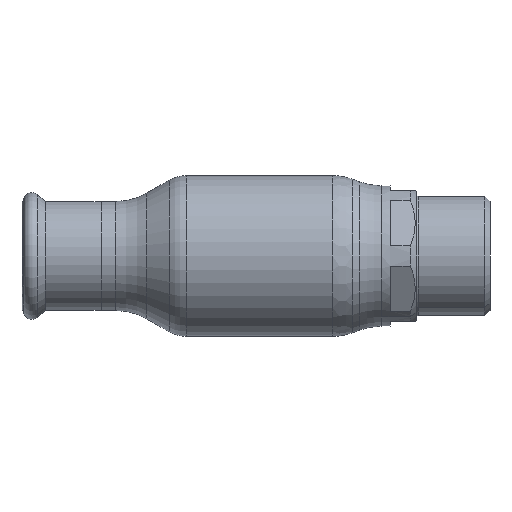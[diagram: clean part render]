
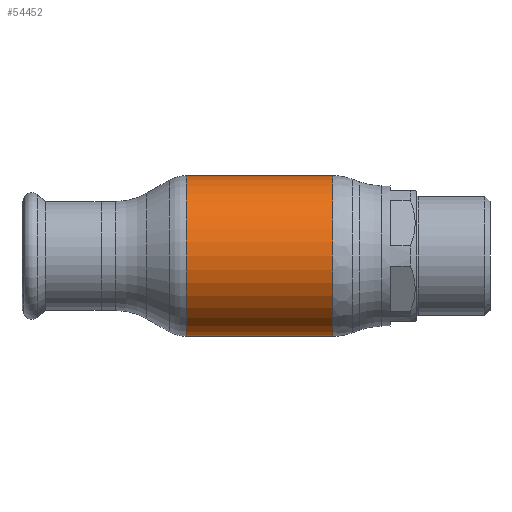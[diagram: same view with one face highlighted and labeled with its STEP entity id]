
A CAD part, front view. The second image highlights one B-rep face of the part: STEP entity #54452.
In plain terms, the highlighted cylindrical face has radius 28.25 mm (diameter 56.5 mm), a partial arc.
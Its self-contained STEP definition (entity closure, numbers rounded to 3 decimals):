
#369 = AXIS2_PLACEMENT_3D ( 'NONE', #28049, #10659, #1875 ) ;
#1875 = DIRECTION ( 'NONE',  ( 0., 0., 1. ) ) ;
#6534 = DIRECTION ( 'NONE',  ( 0., 0., 1. ) ) ;
#9794 = EDGE_CURVE ( 'NONE', #32024, #12289, #55185, .T. ) ;
#10194 = DIRECTION ( 'NONE',  ( -1., 0., 0. ) ) ;
#10231 = DIRECTION ( 'NONE',  ( -1., 0., 0. ) ) ;
#10659 = DIRECTION ( 'NONE',  ( -1., 0., 0. ) ) ;
#12289 = VERTEX_POINT ( 'NONE', #50537 ) ;
#14161 = VERTEX_POINT ( 'NONE', #21329 ) ;
#14973 = ORIENTED_EDGE ( 'NONE', *, *, #9794, .T. ) ;
#17440 = EDGE_CURVE ( 'NONE', #32024, #21515, #47433, .T. ) ;
#18466 = LINE ( 'NONE', #23189, #34467 ) ;
#20628 = FACE_OUTER_BOUND ( 'NONE', #49657, .T. ) ;
#21329 = CARTESIAN_POINT ( 'NONE',  ( -24.785, 0., 28.25 ) ) ;
#21515 = VERTEX_POINT ( 'NONE', #50585 ) ;
#23189 = CARTESIAN_POINT ( 'NONE',  ( -62.69, 0., 28.25 ) ) ;
#26069 = AXIS2_PLACEMENT_3D ( 'NONE', #29283, #10194, #46027 ) ;
#28049 = CARTESIAN_POINT ( 'NONE',  ( -24.785, 0., 0. ) ) ;
#29283 = CARTESIAN_POINT ( 'NONE',  ( 26.673, 0., 0. ) ) ;
#31375 = ORIENTED_EDGE ( 'NONE', *, *, #17440, .F. ) ;
#32024 = VERTEX_POINT ( 'NONE', #46651 ) ;
#33345 = DIRECTION ( 'NONE',  ( -1., 0., 0. ) ) ;
#34467 = VECTOR ( 'NONE', #10231, 1000. ) ;
#42350 = CARTESIAN_POINT ( 'NONE',  ( -62.69, 0., 0. ) ) ;
#42654 = ORIENTED_EDGE ( 'NONE', *, *, #55902, .T. ) ;
#42932 = CYLINDRICAL_SURFACE ( 'NONE', #44829, 28.25 ) ;
#43878 = EDGE_CURVE ( 'NONE', #21515, #14161, #55729, .T. ) ;
#44829 = AXIS2_PLACEMENT_3D ( 'NONE', #42350, #47650, #6534 ) ;
#46027 = DIRECTION ( 'NONE',  ( 0., 0., 1. ) ) ;
#46651 = CARTESIAN_POINT ( 'NONE',  ( 26.673, 0., -28.25 ) ) ;
#47433 = LINE ( 'NONE', #51554, #49081 ) ;
#47650 = DIRECTION ( 'NONE',  ( -1., 0., 0. ) ) ;
#49081 = VECTOR ( 'NONE', #33345, 1000. ) ;
#49657 = EDGE_LOOP ( 'NONE', ( #31375, #14973, #42654, #57861 ) ) ;
#50537 = CARTESIAN_POINT ( 'NONE',  ( 26.673, 0., 28.25 ) ) ;
#50585 = CARTESIAN_POINT ( 'NONE',  ( -24.785, 0., -28.25 ) ) ;
#51554 = CARTESIAN_POINT ( 'NONE',  ( -62.69, 0., -28.25 ) ) ;
#54452 = ADVANCED_FACE ( 'NONE', ( #20628 ), #42932, .T. ) ;
#55185 = CIRCLE ( 'NONE', #26069, 28.25 ) ;
#55729 = CIRCLE ( 'NONE', #369, 28.25 ) ;
#55902 = EDGE_CURVE ( 'NONE', #12289, #14161, #18466, .T. ) ;
#57861 = ORIENTED_EDGE ( 'NONE', *, *, #43878, .F. ) ;
